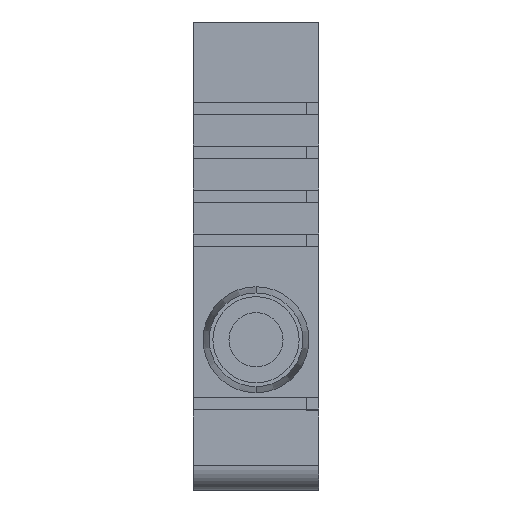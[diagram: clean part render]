
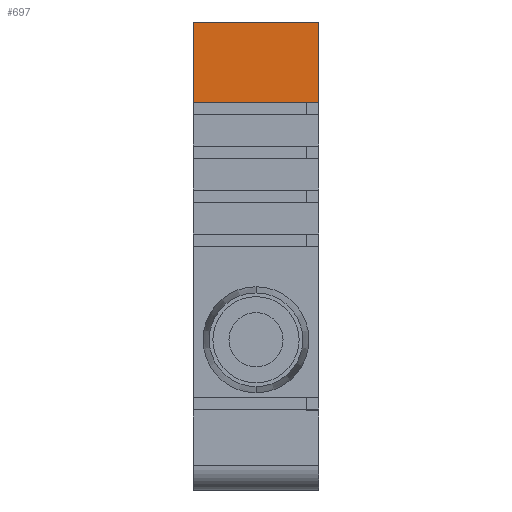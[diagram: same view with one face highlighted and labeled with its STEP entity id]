
A CAD part, front view. The second image highlights one B-rep face of the part: STEP entity #697.
In plain terms, the highlighted planar face has unit normal (0, -1, 0).
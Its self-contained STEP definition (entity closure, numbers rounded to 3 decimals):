
#343 = VERTEX_POINT ( 'NONE', #1844 ) ;
#349 = VERTEX_POINT ( 'NONE', #1839 ) ;
#408 = EDGE_CURVE ( 'NONE', #343, #349, #1944, .T. ) ;
#555 = VERTEX_POINT ( 'NONE', #1990 ) ;
#557 = EDGE_CURVE ( 'NONE', #349, #555, #2062, .T. ) ;
#642 = VERTEX_POINT ( 'NONE', #2068 ) ;
#696 = EDGE_CURVE ( 'NONE', #555, #642, #2120, .T. ) ;
#697 = ADVANCED_FACE ( 'NONE', ( #2116 ), #2115, .T. ) ;
#698 = EDGE_LOOP ( 'NONE', ( #699, #700, #702, #703 ) ) ;
#699 = ORIENTED_EDGE ( 'NONE', *, *, #696, .T. ) ;
#700 = ORIENTED_EDGE ( 'NONE', *, *, #701, .T. ) ;
#701 = EDGE_CURVE ( 'NONE', #642, #343, #2110, .T. ) ;
#702 = ORIENTED_EDGE ( 'NONE', *, *, #408, .T. ) ;
#703 = ORIENTED_EDGE ( 'NONE', *, *, #557, .T. ) ;
#1839 = CARTESIAN_POINT ( 'NONE',  ( 2.55, -38., -3.25 ) ) ;
#1844 = CARTESIAN_POINT ( 'NONE',  ( -2.55, -38., -3.25 ) ) ;
#1941 = DIRECTION ( 'NONE',  ( 1., 0., 0. ) ) ;
#1942 = VECTOR ( 'NONE', #1941, 1000. ) ;
#1943 = CARTESIAN_POINT ( 'NONE',  ( 0., -38., -3.25 ) ) ;
#1944 = LINE ( 'NONE', #1943, #1942 ) ;
#1990 = CARTESIAN_POINT ( 'NONE',  ( 2.55, -38., 0. ) ) ;
#2059 = DIRECTION ( 'NONE',  ( 0., 0., 1. ) ) ;
#2060 = VECTOR ( 'NONE', #2059, 1000. ) ;
#2061 = CARTESIAN_POINT ( 'NONE',  ( 2.55, -38., 0.36 ) ) ;
#2062 = LINE ( 'NONE', #2061, #2060 ) ;
#2068 = CARTESIAN_POINT ( 'NONE',  ( -2.55, -38., 0. ) ) ;
#2107 = DIRECTION ( 'NONE',  ( 0., 0., -1. ) ) ;
#2108 = VECTOR ( 'NONE', #2107, 1000. ) ;
#2109 = CARTESIAN_POINT ( 'NONE',  ( -2.55, -38., 0.36 ) ) ;
#2110 = LINE ( 'NONE', #2109, #2108 ) ;
#2111 = DIRECTION ( 'NONE',  ( 0., 0., -1. ) ) ;
#2112 = DIRECTION ( 'NONE',  ( 0., -1., 0. ) ) ;
#2113 = CARTESIAN_POINT ( 'NONE',  ( -2.709, -38., 0.36 ) ) ;
#2114 = AXIS2_PLACEMENT_3D ( 'NONE', #2113, #2112, #2111 ) ;
#2115 = PLANE ( 'NONE',  #2114 ) ;
#2116 = FACE_OUTER_BOUND ( 'NONE', #698, .T. ) ;
#2117 = DIRECTION ( 'NONE',  ( -1., 0., 0. ) ) ;
#2118 = VECTOR ( 'NONE', #2117, 1000. ) ;
#2119 = CARTESIAN_POINT ( 'NONE',  ( 0., -38., 0. ) ) ;
#2120 = LINE ( 'NONE', #2119, #2118 ) ;
